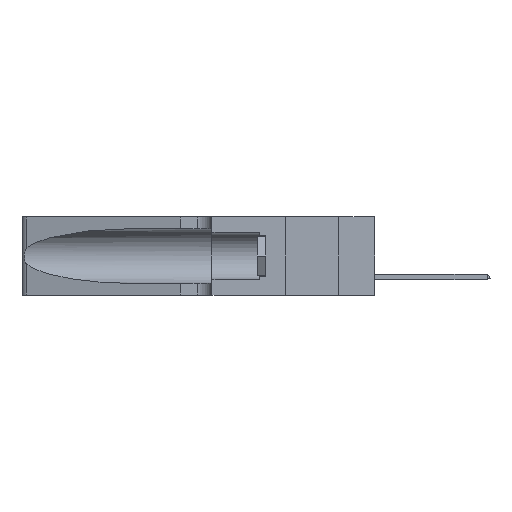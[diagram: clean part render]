
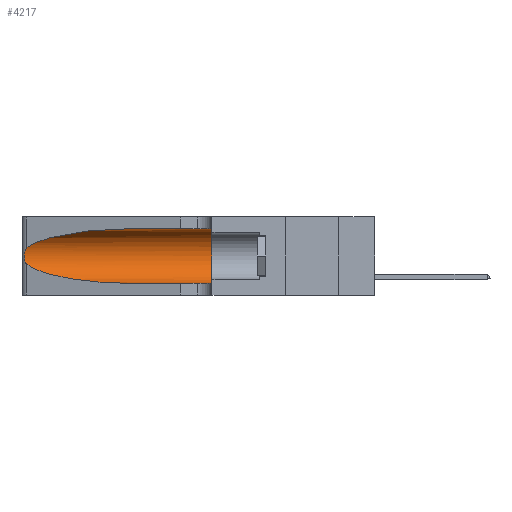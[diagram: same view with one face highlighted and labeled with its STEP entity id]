
A CAD part, left-side view. The second image highlights one B-rep face of the part: STEP entity #4217.
In plain terms, the highlighted cylindrical face has radius 3.308 mm (diameter 6.617 mm), a partial arc.
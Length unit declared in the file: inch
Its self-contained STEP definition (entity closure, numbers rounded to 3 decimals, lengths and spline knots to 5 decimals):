
#282 = ORIENTED_EDGE ( 'NONE', *, *, #11258, .T. ) ;
#758 = DIRECTION ( 'NONE',  ( 0., 0., 1. ) ) ;
#1733 = CARTESIAN_POINT ( 'NONE',  ( 0.25487, 1.22718, 0.22369 ) ) ;
#1828 = CARTESIAN_POINT ( 'NONE',  ( 0.1305, 1.61858, 0.31525 ) ) ;
#3274 = CARTESIAN_POINT ( 'NONE',  ( 0.2373, 1.15595, 0.28018 ) ) ;
#3838 = CARTESIAN_POINT ( 'NONE',  ( 0.25487, 1.22718, 0.22369 ) ) ;
#3933 = CARTESIAN_POINT ( 'NONE',  ( 0.1305, 0.72297, 0.31525 ) ) ;
#3943 = CARTESIAN_POINT ( 'NONE',  ( 0.25555, 1.22994, 0.2215 ) ) ;
#4155 = CARTESIAN_POINT ( 'NONE',  ( 0.26017, 1.23833, 0.17102 ) ) ;
#4217 = ADVANCED_FACE ( 'NONE', ( #16745 ), #7602, .F. ) ;
#4616 = VERTEX_POINT ( 'NONE', #9710 ) ;
#4831 = ORIENTED_EDGE ( 'NONE', *, *, #28195, .F. ) ;
#6785 = DIRECTION ( 'NONE',  ( 0., -1., 0. ) ) ;
#6789 = CIRCLE ( 'NONE', #7956, 0.13025 ) ;
#7602 = CYLINDRICAL_SURFACE ( 'NONE', #27296, 0.13025 ) ;
#7630 = CARTESIAN_POINT ( 'NONE',  ( 0.1305, 0.35, 0.31525 ) ) ;
#7956 = AXIS2_PLACEMENT_3D ( 'NONE', #29956, #10298, #758 ) ;
#8808 = CARTESIAN_POINT ( 'NONE',  ( 0.26075, 1.23896, 0.178 ) ) ;
#9059 = CARTESIAN_POINT ( 'NONE',  ( 0.25487, 1.22718, 0.14631 ) ) ;
#9710 = CARTESIAN_POINT ( 'NONE',  ( 0.25487, 1.22718, 0.14631 ) ) ;
#9775 = VERTEX_POINT ( 'NONE', #11796 ) ;
#10298 = DIRECTION ( 'NONE',  ( 0., 1., 0. ) ) ;
#10374 = ORIENTED_EDGE ( 'NONE', *, *, #23849, .T. ) ;
#10419 = VERTEX_POINT ( 'NONE', #3933 ) ;
#11053 = CARTESIAN_POINT ( 'NONE',  ( 0.26018, 1.23835, 0.19895 ) ) ;
#11258 = EDGE_CURVE ( 'NONE', #4616, #9775, #19823, .T. ) ;
#11796 = CARTESIAN_POINT ( 'NONE',  ( 0.1305, 0.72297, 0.05475 ) ) ;
#13694 = CARTESIAN_POINT ( 'NONE',  ( 0.25639, 1.23184, 0.21858 ) ) ;
#14076 = ORIENTED_EDGE ( 'NONE', *, *, #24576, .T. ) ;
#14562 = EDGE_CURVE ( 'NONE', #9775, #27845, #27075, .T. ) ;
#16189 = CARTESIAN_POINT ( 'NONE',  ( 0.18966, 0.96281, 0.05475 ) ) ;
#16329 = VERTEX_POINT ( 'NONE', #7630 ) ;
#16745 = FACE_OUTER_BOUND ( 'NONE', #30893, .T. ) ;
#16909 = CARTESIAN_POINT ( 'NONE',  ( 0.1305, 0.35, 0.05475 ) ) ;
#16948 = EDGE_CURVE ( 'NONE', #16329, #27845, #6789, .T. ) ;
#17716 = VERTEX_POINT ( 'NONE', #3838 ) ;
#18691 = CARTESIAN_POINT ( 'NONE',  ( 0.25854, 1.2359, 0.20912 ) ) ;
#19754 = CARTESIAN_POINT ( 'NONE',  ( 0.1305, 1.61858, 0.185 ) ) ;
#19823 =( BOUNDED_CURVE ( )  B_SPLINE_CURVE ( 3, ( #9059, #23943, #16189, #21179 ),
 .UNSPECIFIED., .F., .T. ) 
 B_SPLINE_CURVE_WITH_KNOTS ( ( 4, 4 ),
 ( 3.44316, 4.71239 ),
 .UNSPECIFIED. ) 
 CURVE ( )  GEOMETRIC_REPRESENTATION_ITEM ( )  RATIONAL_B_SPLINE_CURVE ( ( 1., 0.87, 0.87, 1. ) ) 
 REPRESENTATION_ITEM ( '' )  );
#19984 = ORIENTED_EDGE ( 'NONE', *, *, #16948, .F. ) ;
#20821 = CARTESIAN_POINT ( 'NONE',  ( 0.25555, 1.22993, 0.14849 ) ) ;
#20923 = CARTESIAN_POINT ( 'NONE',  ( 0.26075, 1.23896, 0.19203 ) ) ;
#20961 = CARTESIAN_POINT ( 'NONE',  ( 0.25487, 1.22718, 0.22369 ) ) ;
#21145 = CARTESIAN_POINT ( 'NONE',  ( 0.25789, 1.23486, 0.15765 ) ) ;
#21179 = CARTESIAN_POINT ( 'NONE',  ( 0.1305, 0.72297, 0.05475 ) ) ;
#22398 = DIRECTION ( 'NONE',  ( 0., -1., 0. ) ) ;
#23583 = CARTESIAN_POINT ( 'NONE',  ( 0.25487, 1.22718, 0.14631 ) ) ;
#23849 = EDGE_CURVE ( 'NONE', #10419, #17716, #29773, .T. ) ;
#23943 = CARTESIAN_POINT ( 'NONE',  ( 0.2373, 1.15595, 0.08982 ) ) ;
#24168 = VECTOR ( 'NONE', #6785, 39.37008 ) ;
#24190 = CARTESIAN_POINT ( 'NONE',  ( 0.1305, 1.61858, 0.05475 ) ) ;
#24263 = DIRECTION ( 'NONE',  ( 0., 0., -1. ) ) ;
#24576 = EDGE_CURVE ( 'NONE', #17716, #4616, #31140, .T. ) ;
#24951 = LINE ( 'NONE', #1828, #24168 ) ;
#25818 = CARTESIAN_POINT ( 'NONE',  ( 0.25639, 1.23186, 0.15144 ) ) ;
#25871 = CARTESIAN_POINT ( 'NONE',  ( 0.18966, 0.96281, 0.31525 ) ) ;
#26028 = CARTESIAN_POINT ( 'NONE',  ( 0.25856, 1.23593, 0.16098 ) ) ;
#27075 = LINE ( 'NONE', #24190, #27865 ) ;
#27296 = AXIS2_PLACEMENT_3D ( 'NONE', #19754, #22398, #24263 ) ;
#27845 = VERTEX_POINT ( 'NONE', #16909 ) ;
#27865 = VECTOR ( 'NONE', #31412, 39.37008 ) ;
#28195 = EDGE_CURVE ( 'NONE', #10419, #16329, #24951, .T. ) ;
#28579 = ORIENTED_EDGE ( 'NONE', *, *, #14562, .T. ) ;
#29773 =( BOUNDED_CURVE ( )  B_SPLINE_CURVE ( 3, ( #31288, #25871, #3274, #20961 ),
 .UNSPECIFIED., .F., .F. ) 
 B_SPLINE_CURVE_WITH_KNOTS ( ( 4, 4 ),
 ( 1.5708, 2.84003 ),
 .UNSPECIFIED. ) 
 CURVE ( )  GEOMETRIC_REPRESENTATION_ITEM ( )  RATIONAL_B_SPLINE_CURVE ( ( 1., 0.87, 0.87, 1. ) ) 
 REPRESENTATION_ITEM ( '' )  );
#29956 = CARTESIAN_POINT ( 'NONE',  ( 0.1305, 0.35, 0.185 ) ) ;
#30718 = CARTESIAN_POINT ( 'NONE',  ( 0.25787, 1.23484, 0.2124 ) ) ;
#30893 = EDGE_LOOP ( 'NONE', ( #10374, #14076, #282, #28579, #19984, #4831 ) ) ;
#31140 = B_SPLINE_CURVE_WITH_KNOTS ( 'NONE', 3,
 ( #1733, #3943, #13694, #30718, #18691, #11053, #20923, #8808, #4155, #26028, #21145, #25818, #20821, #23583 ),
 .UNSPECIFIED., .F., .F.,
 ( 4, 2, 2, 2, 2, 2, 4 ),
 ( 0., 0.00027, 0.00053, 0.00107, 0.0016, 0.00187, 0.00214 ),
 .UNSPECIFIED. ) ;
#31288 = CARTESIAN_POINT ( 'NONE',  ( 0.1305, 0.72297, 0.31525 ) ) ;
#31412 = DIRECTION ( 'NONE',  ( 0., -1., 0. ) ) ;
